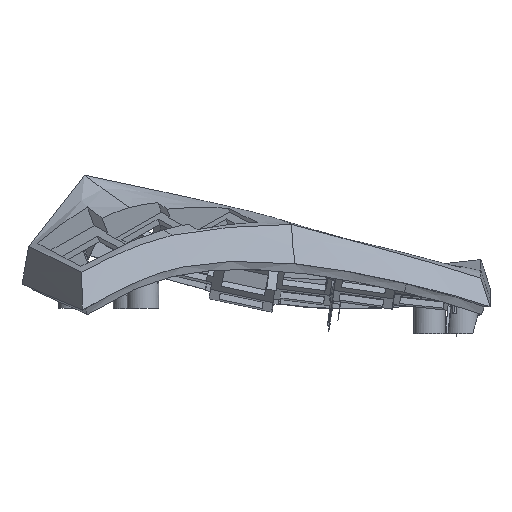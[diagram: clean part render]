
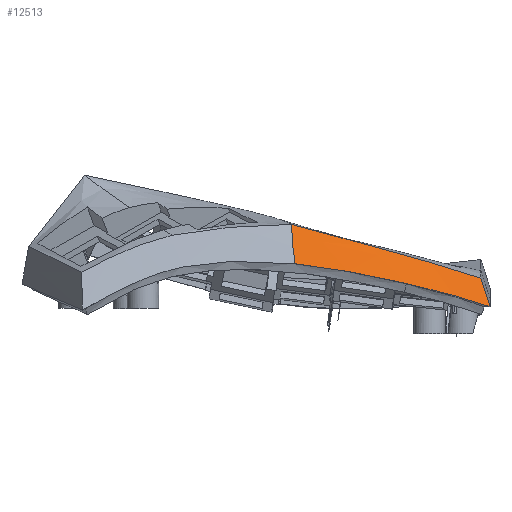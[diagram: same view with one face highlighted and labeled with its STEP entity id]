
A CAD part, top view. The second image highlights one B-rep face of the part: STEP entity #12513.
In plain terms, the highlighted free-form (B-spline) face has degree [3, 3] with [7, 10] control points.
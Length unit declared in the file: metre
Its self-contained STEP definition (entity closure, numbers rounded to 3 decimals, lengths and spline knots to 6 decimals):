
#139=B_SPLINE_SURFACE_WITH_KNOTS('',3,3,((#19445,#19446,#19447,#19448,#19449,
#19450,#19451,#19452,#19453,#19454),(#19455,#19456,#19457,#19458,#19459,
#19460,#19461,#19462,#19463,#19464),(#19465,#19466,#19467,#19468,#19469,
#19470,#19471,#19472,#19473,#19474),(#19475,#19476,#19477,#19478,#19479,
#19480,#19481,#19482,#19483,#19484),(#19485,#19486,#19487,#19488,#19489,
#19490,#19491,#19492,#19493,#19494),(#19495,#19496,#19497,#19498,#19499,
#19500,#19501,#19502,#19503,#19504),(#19505,#19506,#19507,#19508,#19509,
#19510,#19511,#19512,#19513,#19514)),.UNSPECIFIED.,.F.,.F.,.F.,(4,1,1,1,
4),(4,1,1,1,1,1,1,4),(0.,0.125,0.25,0.5,1.),(0.,0.174412,
0.348825,0.404522,0.46022,0.515918,
0.543767,0.571615),.UNSPECIFIED.);
#286=B_SPLINE_CURVE_WITH_KNOTS('',3,(#19295,#19296,#19297,#19298,#19299,
#19300,#19301),.UNSPECIFIED.,.F.,.F.,(4,1,1,1,4),(0.,0.125,0.25,0.5,
1.),.UNSPECIFIED.);
#292=B_SPLINE_CURVE_WITH_KNOTS('',3,(#19518,#19519,#19520,#19521,#19522,
#19523,#19524,#19525,#19526,#19527),.UNSPECIFIED.,.F.,.F.,(4,1,1,2,2,4),
(-0.571615,-0.222791,-0.111395,-0.055698,
-0.027849,0.),.UNSPECIFIED.);
#293=B_SPLINE_CURVE_WITH_KNOTS('',3,(#19528,#19529,#19530,#19531,#19532,
#19533,#19534,#19535),.UNSPECIFIED.,.F.,.F.,(4,1,1,1,1,4),(0.348825,
0.404522,0.46022,0.515918,0.543767,
0.571615),.UNSPECIFIED.);
#294=B_SPLINE_CURVE_WITH_KNOTS('',3,(#19537,#19538,#19539,#19540,#19541),
 .UNSPECIFIED.,.F.,.F.,(4,1,4),(-0.348825,-0.174412,0.),
 .UNSPECIFIED.);
#1896=ORIENTED_EDGE('',*,*,#5140,.T.);
#1897=ORIENTED_EDGE('',*,*,#5141,.T.);
#1898=ORIENTED_EDGE('',*,*,#5133,.T.);
#1899=ORIENTED_EDGE('',*,*,#5142,.F.);
#1900=ORIENTED_EDGE('',*,*,#5143,.T.);
#5133=EDGE_CURVE('',#6713,#6714,#286,.T.);
#5140=EDGE_CURVE('',#6718,#6719,#8056,.T.);
#5141=EDGE_CURVE('',#6719,#6713,#292,.T.);
#5142=EDGE_CURVE('',#6720,#6714,#293,.T.);
#5143=EDGE_CURVE('',#6720,#6718,#294,.T.);
#6713=VERTEX_POINT('',#19302);
#6714=VERTEX_POINT('',#19303);
#6718=VERTEX_POINT('',#19516);
#6719=VERTEX_POINT('',#19517);
#6720=VERTEX_POINT('',#19536);
#8056=LINE('',#19515,#9557);
#9557=VECTOR('',#15146,1.);
#10451=EDGE_LOOP('',(#1896,#1897,#1898,#1899,#1900));
#11196=FACE_BOUND('',#10451,.T.);
#12513=ADVANCED_FACE('',(#11196),#139,.F.);
#15146=DIRECTION('',(-0.288,0.89,-0.354));
#19295=CARTESIAN_POINT('',(0.066367,0.038461,0.029786));
#19296=CARTESIAN_POINT('',(0.066329,0.037544,0.030142));
#19297=CARTESIAN_POINT('',(0.066356,0.036188,0.030634));
#19298=CARTESIAN_POINT('',(0.066499,0.033892,0.031426));
#19299=CARTESIAN_POINT('',(0.066862,0.030397,0.032571));
#19300=CARTESIAN_POINT('',(0.06725,0.027759,0.033388));
#19301=CARTESIAN_POINT('',(0.067509,0.026,0.033933));
#19302=CARTESIAN_POINT('',(0.066367,0.038461,0.029786));
#19303=CARTESIAN_POINT('',(0.067509,0.026,0.033933));
#19445=CARTESIAN_POINT('',(0.12619,0.021483,0.022682));
#19446=CARTESIAN_POINT('',(0.123314,0.022431,0.022682));
#19447=CARTESIAN_POINT('',(0.117562,0.024325,0.022682));
#19448=CARTESIAN_POINT('',(0.10599,0.027713,0.023786));
#19449=CARTESIAN_POINT('',(0.093246,0.031217,0.025595));
#19450=CARTESIAN_POINT('',(0.084825,0.033501,0.02687));
#19451=CARTESIAN_POINT('',(0.077269,0.035535,0.028055));
#19452=CARTESIAN_POINT('',(0.071062,0.037201,0.029039));
#19453=CARTESIAN_POINT('',(0.067932,0.038041,0.029537));
#19454=CARTESIAN_POINT('',(0.066367,0.038461,0.029786));
#19455=CARTESIAN_POINT('',(0.126311,0.021108,0.022832));
#19456=CARTESIAN_POINT('',(0.123437,0.022056,0.022832));
#19457=CARTESIAN_POINT('',(0.117688,0.02395,0.022832));
#19458=CARTESIAN_POINT('',(0.106106,0.027325,0.023934));
#19459=CARTESIAN_POINT('',(0.093343,0.030808,0.02574));
#19460=CARTESIAN_POINT('',(0.084906,0.033063,0.02702));
#19461=CARTESIAN_POINT('',(0.077332,0.03505,0.028219));
#19462=CARTESIAN_POINT('',(0.071102,0.03663,0.029239));
#19463=CARTESIAN_POINT('',(0.067947,0.037363,0.029784));
#19464=CARTESIAN_POINT('',(0.066329,0.037544,0.030142));
#19465=CARTESIAN_POINT('',(0.126555,0.020358,0.02313));
#19466=CARTESIAN_POINT('',(0.123683,0.021306,0.02313));
#19467=CARTESIAN_POINT('',(0.117939,0.0232,0.02313));
#19468=CARTESIAN_POINT('',(0.106338,0.02655,0.024229));
#19469=CARTESIAN_POINT('',(0.093536,0.029989,0.026029));
#19470=CARTESIAN_POINT('',(0.085068,0.032189,0.027319));
#19471=CARTESIAN_POINT('',(0.077459,0.034082,0.028548));
#19472=CARTESIAN_POINT('',(0.07118,0.035487,0.029639));
#19473=CARTESIAN_POINT('',(0.067975,0.036008,0.030277));
#19474=CARTESIAN_POINT('',(0.066356,0.036188,0.030634));
#19475=CARTESIAN_POINT('',(0.127041,0.018858,0.023728));
#19476=CARTESIAN_POINT('',(0.124175,0.019806,0.023728));
#19477=CARTESIAN_POINT('',(0.118443,0.0217,0.023728));
#19478=CARTESIAN_POINT('',(0.106802,0.024998,0.02482));
#19479=CARTESIAN_POINT('',(0.093924,0.028353,0.026609));
#19480=CARTESIAN_POINT('',(0.085394,0.030443,0.027916));
#19481=CARTESIAN_POINT('',(0.077715,0.032159,0.0292));
#19482=CARTESIAN_POINT('',(0.071355,0.033279,0.030402));
#19483=CARTESIAN_POINT('',(0.068123,0.033715,0.031072));
#19484=CARTESIAN_POINT('',(0.066499,0.033892,0.031426));
#19485=CARTESIAN_POINT('',(0.127892,0.016233,0.024773));
#19486=CARTESIAN_POINT('',(0.125036,0.017181,0.024773));
#19487=CARTESIAN_POINT('',(0.119323,0.019075,0.024773));
#19488=CARTESIAN_POINT('',(0.107614,0.022282,0.025853));
#19489=CARTESIAN_POINT('',(0.094602,0.025488,0.027623));
#19490=CARTESIAN_POINT('',(0.085968,0.027408,0.028951));
#19491=CARTESIAN_POINT('',(0.078179,0.028862,0.030309));
#19492=CARTESIAN_POINT('',(0.071749,0.029826,0.031549));
#19493=CARTESIAN_POINT('',(0.068493,0.030224,0.032222));
#19494=CARTESIAN_POINT('',(0.066862,0.030397,0.032571));
#19495=CARTESIAN_POINT('',(0.128622,0.013983,0.025669));
#19496=CARTESIAN_POINT('',(0.125774,0.014931,0.025669));
#19497=CARTESIAN_POINT('',(0.120078,0.016825,0.025669));
#19498=CARTESIAN_POINT('',(0.10831,0.019954,0.026739));
#19499=CARTESIAN_POINT('',(0.095183,0.023034,0.028493));
#19500=CARTESIAN_POINT('',(0.086474,0.024874,0.029808));
#19501=CARTESIAN_POINT('',(0.078626,0.02627,0.031151));
#19502=CARTESIAN_POINT('',(0.072158,0.027202,0.032378));
#19503=CARTESIAN_POINT('',(0.068887,0.027589,0.033043));
#19504=CARTESIAN_POINT('',(0.06725,0.027759,0.033388));
#19505=CARTESIAN_POINT('',(0.129108,0.012483,0.026266));
#19506=CARTESIAN_POINT('',(0.126266,0.013431,0.026266));
#19507=CARTESIAN_POINT('',(0.120581,0.015326,0.026266));
#19508=CARTESIAN_POINT('',(0.108774,0.018403,0.02733));
#19509=CARTESIAN_POINT('',(0.095571,0.021397,0.029072));
#19510=CARTESIAN_POINT('',(0.086812,0.023185,0.030379));
#19511=CARTESIAN_POINT('',(0.078925,0.024543,0.031713));
#19512=CARTESIAN_POINT('',(0.072431,0.025453,0.03293));
#19513=CARTESIAN_POINT('',(0.06915,0.025833,0.03359));
#19514=CARTESIAN_POINT('',(0.067509,0.026,0.033933));
#19515=CARTESIAN_POINT('',(0.127649,0.016983,0.024474));
#19516=CARTESIAN_POINT('',(0.129108,0.012483,0.026266));
#19517=CARTESIAN_POINT('',(0.12619,0.021483,0.022682));
#19518=CARTESIAN_POINT('',(0.12619,0.021483,0.022682));
#19519=CARTESIAN_POINT('',(0.120438,0.023378,0.022682));
#19520=CARTESIAN_POINT('',(0.112849,0.025878,0.022682));
#19521=CARTESIAN_POINT('',(0.087847,0.032687,0.026397));
#19522=CARTESIAN_POINT('',(0.07878,0.035128,0.027818));
#19523=CARTESIAN_POINT('',(0.074166,0.036368,0.028547));
#19524=CARTESIAN_POINT('',(0.072614,0.036784,0.028793));
#19525=CARTESIAN_POINT('',(0.069497,0.037621,0.029288));
#19526=CARTESIAN_POINT('',(0.067932,0.038041,0.029537));
#19527=CARTESIAN_POINT('',(0.066367,0.038461,0.029786));
#19528=CARTESIAN_POINT('',(0.103061,0.019685,0.0281));
#19529=CARTESIAN_POINT('',(0.100717,0.02023,0.028393));
#19530=CARTESIAN_POINT('',(0.095571,0.021397,0.029072));
#19531=CARTESIAN_POINT('',(0.086812,0.023185,0.030379));
#19532=CARTESIAN_POINT('',(0.078925,0.024543,0.031713));
#19533=CARTESIAN_POINT('',(0.072431,0.025453,0.03293));
#19534=CARTESIAN_POINT('',(0.06915,0.025833,0.03359));
#19535=CARTESIAN_POINT('',(0.067509,0.026,0.033933));
#19536=CARTESIAN_POINT('',(0.103061,0.019685,0.0281));
#19537=CARTESIAN_POINT('',(0.103061,0.019685,0.0281));
#19538=CARTESIAN_POINT('',(0.1104,0.017979,0.027183));
#19539=CARTESIAN_POINT('',(0.120581,0.015326,0.026266));
#19540=CARTESIAN_POINT('',(0.126266,0.013431,0.026266));
#19541=CARTESIAN_POINT('',(0.129108,0.012483,0.026266));
